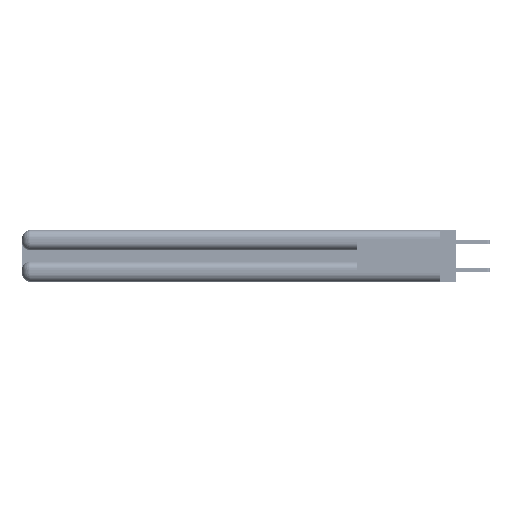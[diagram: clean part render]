
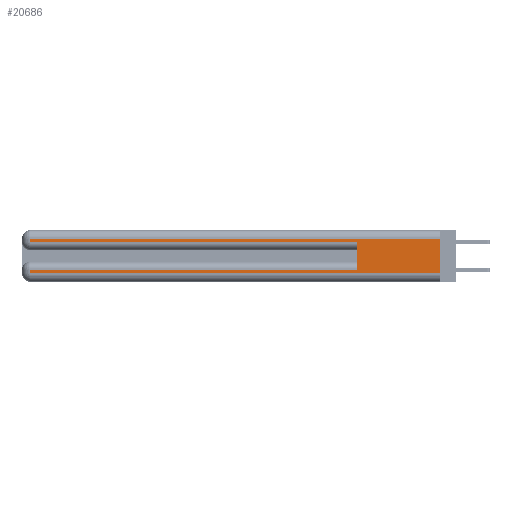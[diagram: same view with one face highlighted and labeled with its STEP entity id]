
A CAD part, left-side view. The second image highlights one B-rep face of the part: STEP entity #20686.
In plain terms, the highlighted planar face has unit normal (-1, 0, 0).
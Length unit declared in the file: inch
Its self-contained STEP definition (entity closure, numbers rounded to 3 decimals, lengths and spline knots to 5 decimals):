
#977 = VERTEX_POINT ( 'NONE', #41825 ) ;
#1831 = CARTESIAN_POINT ( 'NONE',  ( 0., 2.94, 0.37 ) ) ;
#2518 = DIRECTION ( 'NONE',  ( 0., 1., 0. ) ) ;
#3379 = CARTESIAN_POINT ( 'NONE',  ( 0., 2.94, 0.285 ) ) ;
#3424 = PLANE ( 'NONE',  #23113 ) ;
#4086 = EDGE_LOOP ( 'NONE', ( #38437, #33116, #18101, #13800, #27882, #35711, #8951, #19014 ) ) ;
#4194 = VECTOR ( 'NONE', #13204, 39.37008 ) ;
#4241 = CARTESIAN_POINT ( 'NONE',  ( 0., 0., 0.285 ) ) ;
#5790 = EDGE_CURVE ( 'NONE', #36102, #31355, #34075, .T. ) ;
#6440 = LINE ( 'NONE', #29905, #44348 ) ;
#7071 = DIRECTION ( 'NONE',  ( 1., 0., 0. ) ) ;
#8951 = ORIENTED_EDGE ( 'NONE', *, *, #5790, .T. ) ;
#9331 = LINE ( 'NONE', #4241, #42575 ) ;
#12191 = CARTESIAN_POINT ( 'NONE',  ( 0., 0., 0.085 ) ) ;
#12603 = LINE ( 'NONE', #39366, #42919 ) ;
#13204 = DIRECTION ( 'NONE',  ( 0., -1., 0. ) ) ;
#13708 = CARTESIAN_POINT ( 'NONE',  ( 0., 0., 0.37 ) ) ;
#13800 = ORIENTED_EDGE ( 'NONE', *, *, #14898, .T. ) ;
#14399 = VECTOR ( 'NONE', #37267, 39.37008 ) ;
#14756 = EDGE_CURVE ( 'NONE', #31355, #29151, #41975, .T. ) ;
#14898 = EDGE_CURVE ( 'NONE', #20569, #31616, #9331, .T. ) ;
#16579 = EDGE_CURVE ( 'NONE', #34942, #977, #6440, .T. ) ;
#17491 = DIRECTION ( 'NONE',  ( 0., 0., 1. ) ) ;
#17726 = VECTOR ( 'NONE', #20600, 39.37008 ) ;
#18101 = ORIENTED_EDGE ( 'NONE', *, *, #20395, .T. ) ;
#18785 = CARTESIAN_POINT ( 'NONE',  ( 0., 2.94, 0.37 ) ) ;
#19014 = ORIENTED_EDGE ( 'NONE', *, *, #14756, .T. ) ;
#19589 = EDGE_CURVE ( 'NONE', #25366, #31616, #12603, .T. ) ;
#20395 = EDGE_CURVE ( 'NONE', #977, #20569, #39391, .T. ) ;
#20569 = VERTEX_POINT ( 'NONE', #3379 ) ;
#20600 = DIRECTION ( 'NONE',  ( 0., 0., -1. ) ) ;
#20686 = ADVANCED_FACE ( 'NONE', ( #32510 ), #3424, .F. ) ;
#20844 = CARTESIAN_POINT ( 'NONE',  ( 0., 0., 0.06 ) ) ;
#23113 = AXIS2_PLACEMENT_3D ( 'NONE', #32954, #7071, #40188 ) ;
#25366 = VERTEX_POINT ( 'NONE', #28106 ) ;
#25442 = CARTESIAN_POINT ( 'NONE',  ( 0., 0., 0.31 ) ) ;
#27882 = ORIENTED_EDGE ( 'NONE', *, *, #19589, .F. ) ;
#28106 = CARTESIAN_POINT ( 'NONE',  ( 0., 0.6, 0.085 ) ) ;
#28564 = CARTESIAN_POINT ( 'NONE',  ( 0., 2.94, 0.085 ) ) ;
#29151 = VERTEX_POINT ( 'NONE', #20844 ) ;
#29812 = DIRECTION ( 'NONE',  ( 0., -1., 0. ) ) ;
#29905 = CARTESIAN_POINT ( 'NONE',  ( 0., 0., 0.31 ) ) ;
#29959 = DIRECTION ( 'NONE',  ( 0., 0., -1. ) ) ;
#30089 = VECTOR ( 'NONE', #42422, 39.37008 ) ;
#31355 = VERTEX_POINT ( 'NONE', #33207 ) ;
#31616 = VERTEX_POINT ( 'NONE', #40826 ) ;
#32510 = FACE_OUTER_BOUND ( 'NONE', #4086, .T. ) ;
#32954 = CARTESIAN_POINT ( 'NONE',  ( 0., 0., 0.37 ) ) ;
#33116 = ORIENTED_EDGE ( 'NONE', *, *, #16579, .T. ) ;
#33207 = CARTESIAN_POINT ( 'NONE',  ( 0., 2.94, 0.06 ) ) ;
#34075 = LINE ( 'NONE', #1831, #30089 ) ;
#34942 = VERTEX_POINT ( 'NONE', #25442 ) ;
#35711 = ORIENTED_EDGE ( 'NONE', *, *, #39882, .T. ) ;
#36102 = VERTEX_POINT ( 'NONE', #28564 ) ;
#36533 = VECTOR ( 'NONE', #29959, 39.37008 ) ;
#37267 = DIRECTION ( 'NONE',  ( 0., 1., 0. ) ) ;
#38437 = ORIENTED_EDGE ( 'NONE', *, *, #45399, .F. ) ;
#39366 = CARTESIAN_POINT ( 'NONE',  ( 0., 0.6, 0.145 ) ) ;
#39391 = LINE ( 'NONE', #18785, #36533 ) ;
#39882 = EDGE_CURVE ( 'NONE', #25366, #36102, #44677, .T. ) ;
#40188 = DIRECTION ( 'NONE',  ( 0., 0., -1. ) ) ;
#40826 = CARTESIAN_POINT ( 'NONE',  ( 0., 0.6, 0.285 ) ) ;
#41825 = CARTESIAN_POINT ( 'NONE',  ( 0., 2.94, 0.31 ) ) ;
#41975 = LINE ( 'NONE', #46142, #4194 ) ;
#42422 = DIRECTION ( 'NONE',  ( 0., 0., -1. ) ) ;
#42575 = VECTOR ( 'NONE', #29812, 39.37008 ) ;
#42919 = VECTOR ( 'NONE', #17491, 39.37008 ) ;
#44348 = VECTOR ( 'NONE', #2518, 39.37008 ) ;
#44677 = LINE ( 'NONE', #12191, #14399 ) ;
#45399 = EDGE_CURVE ( 'NONE', #34942, #29151, #46328, .T. ) ;
#46142 = CARTESIAN_POINT ( 'NONE',  ( 0., 0., 0.06 ) ) ;
#46328 = LINE ( 'NONE', #13708, #17726 ) ;
